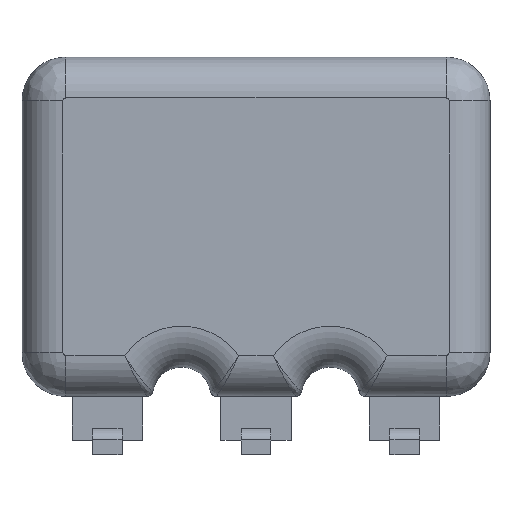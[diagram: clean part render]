
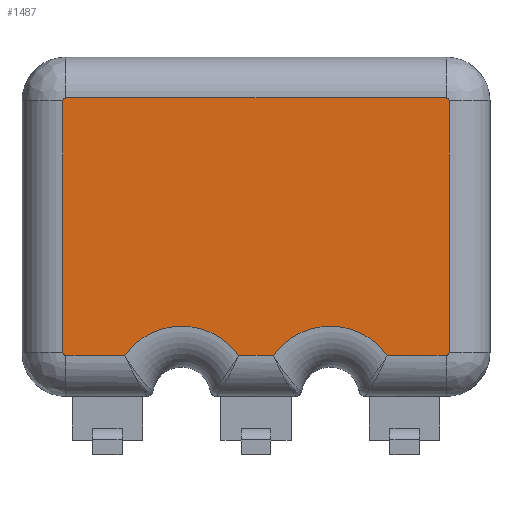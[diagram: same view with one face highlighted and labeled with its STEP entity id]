
A CAD part, top view. The second image highlights one B-rep face of the part: STEP entity #1487.
In plain terms, the highlighted planar face has unit normal (0, 0, 1).
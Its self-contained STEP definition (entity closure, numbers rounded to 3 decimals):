
#73=PLANE('',#1624);
#142=FACE_OUTER_BOUND('',#233,.T.);
#233=EDGE_LOOP('',(#1179,#1180,#1181,#1182,#1183,#1184,#1185,#1186,#1187,
#1188,#1189,#1190));
#356=LINE('',#2482,#492);
#359=LINE('',#2505,#495);
#361=LINE('',#2525,#497);
#363=LINE('',#2545,#499);
#365=LINE('',#2562,#501);
#367=LINE('',#2568,#503);
#492=VECTOR('',#1846,10.);
#495=VECTOR('',#1861,10.);
#497=VECTOR('',#1873,10.);
#499=VECTOR('',#1885,10.);
#501=VECTOR('',#1895,10.);
#503=VECTOR('',#1905,10.);
#563=CIRCLE('',#1583,1.2);
#568=CIRCLE('',#1589,0.05);
#572=CIRCLE('',#1594,0.05);
#576=CIRCLE('',#1599,0.05);
#580=CIRCLE('',#1604,0.05);
#582=CIRCLE('',#1608,1.2);
#681=VERTEX_POINT('',#2304);
#684=VERTEX_POINT('',#2356);
#687=VERTEX_POINT('',#2408);
#690=VERTEX_POINT('',#2460);
#691=VERTEX_POINT('',#2481);
#693=VERTEX_POINT('',#2495);
#695=VERTEX_POINT('',#2501);
#697=VERTEX_POINT('',#2515);
#699=VERTEX_POINT('',#2521);
#701=VERTEX_POINT('',#2535);
#703=VERTEX_POINT('',#2541);
#705=VERTEX_POINT('',#2555);
#840=EDGE_CURVE('',#681,#690,#563,.T.);
#842=EDGE_CURVE('',#690,#691,#356,.T.);
#847=EDGE_CURVE('',#691,#693,#568,.T.);
#850=EDGE_CURVE('',#693,#695,#359,.T.);
#853=EDGE_CURVE('',#695,#697,#572,.T.);
#856=EDGE_CURVE('',#697,#699,#361,.T.);
#859=EDGE_CURVE('',#699,#701,#576,.T.);
#862=EDGE_CURVE('',#701,#703,#363,.T.);
#865=EDGE_CURVE('',#703,#705,#580,.T.);
#867=EDGE_CURVE('',#705,#687,#365,.T.);
#869=EDGE_CURVE('',#687,#684,#582,.T.);
#871=EDGE_CURVE('',#684,#681,#367,.T.);
#1179=ORIENTED_EDGE('',*,*,#840,.F.);
#1180=ORIENTED_EDGE('',*,*,#871,.F.);
#1181=ORIENTED_EDGE('',*,*,#869,.F.);
#1182=ORIENTED_EDGE('',*,*,#867,.F.);
#1183=ORIENTED_EDGE('',*,*,#865,.F.);
#1184=ORIENTED_EDGE('',*,*,#862,.F.);
#1185=ORIENTED_EDGE('',*,*,#859,.F.);
#1186=ORIENTED_EDGE('',*,*,#856,.F.);
#1187=ORIENTED_EDGE('',*,*,#853,.F.);
#1188=ORIENTED_EDGE('',*,*,#850,.F.);
#1189=ORIENTED_EDGE('',*,*,#847,.F.);
#1190=ORIENTED_EDGE('',*,*,#842,.F.);
#1487=ADVANCED_FACE('',(#142),#73,.T.);
#1583=AXIS2_PLACEMENT_3D('',#2478,#1840,#1841);
#1589=AXIS2_PLACEMENT_3D('',#2499,#1854,#1855);
#1594=AXIS2_PLACEMENT_3D('',#2519,#1866,#1867);
#1599=AXIS2_PLACEMENT_3D('',#2539,#1878,#1879);
#1604=AXIS2_PLACEMENT_3D('',#2559,#1890,#1891);
#1608=AXIS2_PLACEMENT_3D('',#2565,#1900,#1901);
#1624=AXIS2_PLACEMENT_3D('',#2607,#1949,#1950);
#1840=DIRECTION('center_axis',(0.,0.,1.));
#1841=DIRECTION('ref_axis',(0.,1.,0.));
#1846=DIRECTION('',(-1.,0.,0.));
#1854=DIRECTION('center_axis',(0.,0.,-1.));
#1855=DIRECTION('ref_axis',(-0.707,-0.707,0.));
#1861=DIRECTION('',(0.,1.,0.));
#1866=DIRECTION('center_axis',(0.,0.,-1.));
#1867=DIRECTION('ref_axis',(-0.707,0.707,0.));
#1873=DIRECTION('',(1.,0.,0.));
#1878=DIRECTION('center_axis',(0.,0.,-1.));
#1879=DIRECTION('ref_axis',(0.707,0.707,0.));
#1885=DIRECTION('',(0.,-1.,0.));
#1890=DIRECTION('center_axis',(0.,0.,-1.));
#1891=DIRECTION('ref_axis',(0.707,-0.707,0.));
#1895=DIRECTION('',(-1.,0.,0.));
#1900=DIRECTION('center_axis',(0.,0.,1.));
#1901=DIRECTION('ref_axis',(0.,1.,0.));
#1905=DIRECTION('',(-1.,0.,0.));
#1949=DIRECTION('center_axis',(0.,0.,1.));
#1950=DIRECTION('ref_axis',(1.,0.,0.));
#2304=CARTESIAN_POINT('',(-0.295,0.7,1.15));
#2356=CARTESIAN_POINT('',(0.295,0.7,1.15));
#2408=CARTESIAN_POINT('',(2.245,0.7,1.15));
#2460=CARTESIAN_POINT('',(-2.245,0.7,1.15));
#2478=CARTESIAN_POINT('Origin',(-1.27,0.,1.15));
#2481=CARTESIAN_POINT('',(-3.25,0.7,1.15));
#2482=CARTESIAN_POINT('',(-2.,0.7,1.15));
#2495=CARTESIAN_POINT('',(-3.3,0.75,1.15));
#2499=CARTESIAN_POINT('Origin',(-3.25,0.75,1.15));
#2501=CARTESIAN_POINT('',(-3.3,5.05,1.15));
#2505=CARTESIAN_POINT('',(-3.3,0.,1.15));
#2515=CARTESIAN_POINT('',(-3.25,5.1,1.15));
#2519=CARTESIAN_POINT('Origin',(-3.25,5.05,1.15));
#2521=CARTESIAN_POINT('',(3.25,5.1,1.15));
#2525=CARTESIAN_POINT('',(-2.,5.1,1.15));
#2535=CARTESIAN_POINT('',(3.3,5.05,1.15));
#2539=CARTESIAN_POINT('Origin',(3.25,5.05,1.15));
#2541=CARTESIAN_POINT('',(3.3,0.75,1.15));
#2545=CARTESIAN_POINT('',(3.3,0.,1.15));
#2555=CARTESIAN_POINT('',(3.25,0.7,1.15));
#2559=CARTESIAN_POINT('Origin',(3.25,0.75,1.15));
#2562=CARTESIAN_POINT('',(-2.,0.7,1.15));
#2565=CARTESIAN_POINT('Origin',(1.27,0.,1.15));
#2568=CARTESIAN_POINT('',(-2.,0.7,1.15));
#2607=CARTESIAN_POINT('Origin',(-4.,0.,1.15));
